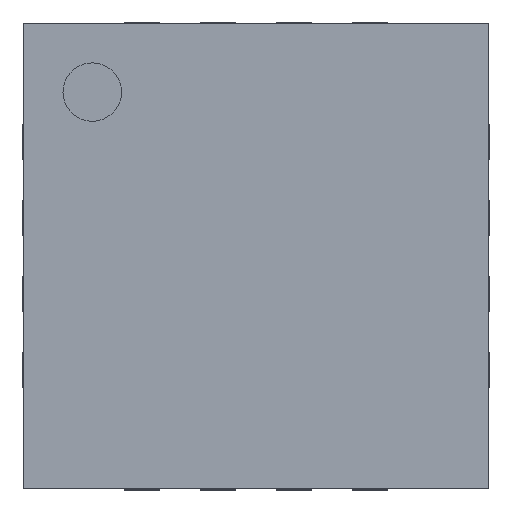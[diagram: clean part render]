
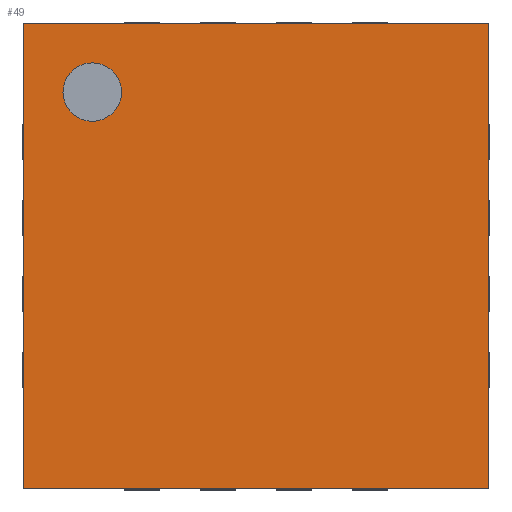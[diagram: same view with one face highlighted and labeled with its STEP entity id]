
A CAD part, top view. The second image highlights one B-rep face of the part: STEP entity #49.
In plain terms, the highlighted planar face has unit normal (0, 0, 1).
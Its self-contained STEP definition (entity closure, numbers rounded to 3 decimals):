
#13=DIRECTION('',(0.,0.,1.));
#27=DIRECTION('',(0.,-0.,-1.));
#28=DIRECTION('',(0.,-1.,0.));
#37=VERTEX_POINT('',#38);
#38=CARTESIAN_POINT('',(-1.4,1.15,0.75));
#41=ORIENTED_EDGE('',*,*,#42,.T.);
#42=EDGE_CURVE('',#37,#37,#43,.T.);
#43=CIRCLE('',#44,0.25);
#44=AXIS2_PLACEMENT_3D('',#45,#27,#28);
#45=CARTESIAN_POINT('',(-1.4,1.4,0.75));
#49=ADVANCED_FACE('',(#50,#75),#77,.T.);
#50=FACE_BOUND('',#51,.T.);
#51=EDGE_LOOP('',(#52,#61,#67,#72));
#52=ORIENTED_EDGE('',*,*,#53,.F.);
#53=EDGE_CURVE('',#54,#56,#58,.T.);
#54=VERTEX_POINT('',#55);
#55=CARTESIAN_POINT('',(-1.99,1.99,0.75));
#56=VERTEX_POINT('',#57);
#57=CARTESIAN_POINT('',(1.99,1.99,0.75));
#58=LINE('',#55,#59);
#59=VECTOR('',#60,1.);
#60=DIRECTION('',(1.,0.,0.));
#61=ORIENTED_EDGE('',*,*,#62,.T.);
#62=EDGE_CURVE('',#54,#63,#65,.T.);
#63=VERTEX_POINT('',#64);
#64=CARTESIAN_POINT('',(-1.99,-1.99,0.75));
#65=LINE('',#55,#66);
#66=VECTOR('',#28,1.);
#67=ORIENTED_EDGE('',*,*,#68,.T.);
#68=EDGE_CURVE('',#63,#69,#71,.T.);
#69=VERTEX_POINT('',#70);
#70=CARTESIAN_POINT('',(1.99,-1.99,0.75));
#71=LINE('',#64,#59);
#72=ORIENTED_EDGE('',*,*,#73,.F.);
#73=EDGE_CURVE('',#56,#69,#74,.T.);
#74=LINE('',#57,#66);
#75=FACE_BOUND('',#76,.T.);
#76=EDGE_LOOP('',(#41));
#77=PLANE('',#78);
#78=AXIS2_PLACEMENT_3D('',#55,#13,#28);
